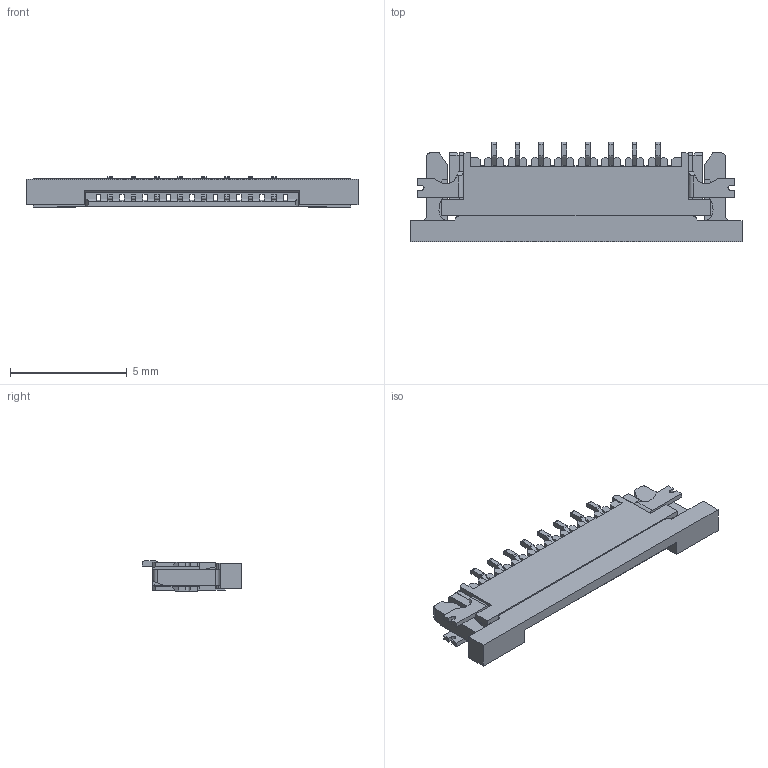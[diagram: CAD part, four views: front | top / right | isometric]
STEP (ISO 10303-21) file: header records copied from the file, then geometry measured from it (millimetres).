
FILE_DESCRIPTION(/* description */ ('Unknown'),/* implementation_level */ '2;1');
FILE_NAME(/* name */ '686108183422',/* time_stamp */ '2017-02-27T15:09:00+01:00',/* author */ ('Unknown'),/* organization */ ('Unknown'),/* preprocessor_version */ 'ST-DEVELOPER v16.7',/* originating_system */ 'DEX',/* authorisation */ $);
FILE_SCHEMA (('AP203_CONFIGURATION_CONTROLLED_3D_DESIGN_OF_MECHANICAL_PARTS_AND_ASSEMBLIES_MIM_LF { 1 0 10303 203 3 1 4 }','AUTOMOTIVE_DESIGN {1 0 10303 214 3 1 1}'));
Length unit declared in the file: millimetre
Products named in the file (6): 6861xx183422; 68x117183x22; 68x117183x22_Actuator; 68X1xx183x22_Solder_Pad2; 68X1XX183X22_Solder_Pad; 68X1XX183X22_Pin_TOP
Assembly tree (12 placements, depth 2):
  6861xx183422
    68x117183x22
    68x117183x22_Actuator
    68X1xx183x22_Solder_Pad2
    68X1XX183X22_Solder_Pad
    68X1XX183X22_Pin_TOP  x8
Bounding box: 14.2 x 4.25 x 1.29 mm (x, y, z)
Volume: 40.3 mm3; surface area: 317.9 mm2
Topology: 12 solids, 12 shells, 980 faces, 2964 edges, 1942 vertices
Faces by surface type: plane 741, cylinder 237, bspline 2
Entity records: 24577 total; most frequent: ORIENTED_EDGE 4416, CARTESIAN_POINT 4399, DIRECTION 3936, EDGE_CURVE 2208, LINE 1922, VECTOR 1922, VERTEX_POINT 1438, AXIS2_PLACEMENT_3D 1007
